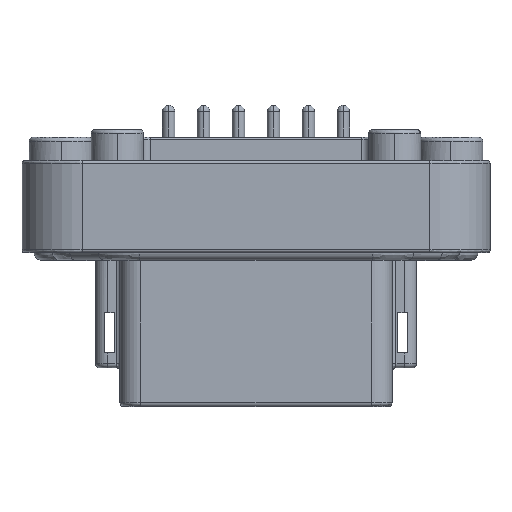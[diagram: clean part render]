
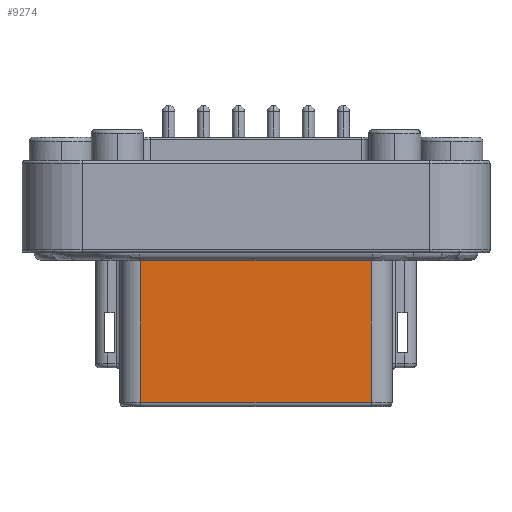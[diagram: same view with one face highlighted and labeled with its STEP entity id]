
A CAD part, top view. The second image highlights one B-rep face of the part: STEP entity #9274.
In plain terms, the highlighted planar face has unit normal (0, 0, 1).
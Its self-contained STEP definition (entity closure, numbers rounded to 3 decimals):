
#763 = VECTOR ( 'NONE', #14646, 1000. ) ;
#3881 = CARTESIAN_POINT ( 'NONE',  ( 14.605, 19.39, 11.1 ) ) ;
#3952 = DIRECTION ( 'NONE',  ( 0., -1., 0. ) ) ;
#4497 = CARTESIAN_POINT ( 'NONE',  ( -17.205, 0., 11.1 ) ) ;
#6674 = CARTESIAN_POINT ( 'NONE',  ( 14.605, 0.29, 11.1 ) ) ;
#7952 = CARTESIAN_POINT ( 'NONE',  ( 0., 19.39, 11.1 ) ) ;
#8127 = PLANE ( 'NONE',  #27931 ) ;
#8280 = LINE ( 'NONE', #26931, #22909 ) ;
#9274 = ADVANCED_FACE ( 'NONE', ( #22788 ), #8127, .T. ) ;
#12761 = VERTEX_POINT ( 'NONE', #3881 ) ;
#12840 = VERTEX_POINT ( 'NONE', #20271 ) ;
#12870 = CARTESIAN_POINT ( 'NONE',  ( -14.605, 0.29, 11.1 ) ) ;
#13721 = VECTOR ( 'NONE', #25736, 1000. ) ;
#14646 = DIRECTION ( 'NONE',  ( 1., 0., 0. ) ) ;
#16516 = DIRECTION ( 'NONE',  ( 1., 0., 0. ) ) ;
#16625 = EDGE_CURVE ( 'NONE', #12761, #18013, #19779, .T. ) ;
#16636 = ORIENTED_EDGE ( 'NONE', *, *, #17928, .T. ) ;
#16761 = CARTESIAN_POINT ( 'NONE',  ( 14.605, 25.783, 11.1 ) ) ;
#17928 = EDGE_CURVE ( 'NONE', #12840, #19905, #8280, .T. ) ;
#18013 = VERTEX_POINT ( 'NONE', #6674 ) ;
#18081 = DIRECTION ( 'NONE',  ( 1., 0., 0. ) ) ;
#18303 = ORIENTED_EDGE ( 'NONE', *, *, #26922, .T. ) ;
#18525 = CARTESIAN_POINT ( 'NONE',  ( -17.205, 0.29, 11.1 ) ) ;
#19779 = LINE ( 'NONE', #16761, #13721 ) ;
#19905 = VERTEX_POINT ( 'NONE', #12870 ) ;
#20271 = CARTESIAN_POINT ( 'NONE',  ( -14.605, 19.39, 11.1 ) ) ;
#21876 = LINE ( 'NONE', #7952, #763 ) ;
#22788 = FACE_OUTER_BOUND ( 'NONE', #23050, .T. ) ;
#22909 = VECTOR ( 'NONE', #3952, 1000. ) ;
#23050 = EDGE_LOOP ( 'NONE', ( #16636, #18303, #27738, #24050 ) ) ;
#24050 = ORIENTED_EDGE ( 'NONE', *, *, #28839, .F. ) ;
#24096 = VECTOR ( 'NONE', #16516, 1000. ) ;
#24764 = DIRECTION ( 'NONE',  ( 0., 0., 1. ) ) ;
#24820 = LINE ( 'NONE', #18525, #24096 ) ;
#25736 = DIRECTION ( 'NONE',  ( 0., -1., 0. ) ) ;
#26922 = EDGE_CURVE ( 'NONE', #19905, #18013, #24820, .T. ) ;
#26931 = CARTESIAN_POINT ( 'NONE',  ( -14.605, 0., 11.1 ) ) ;
#27738 = ORIENTED_EDGE ( 'NONE', *, *, #16625, .F. ) ;
#27931 = AXIS2_PLACEMENT_3D ( 'NONE', #4497, #24764, #18081 ) ;
#28839 = EDGE_CURVE ( 'NONE', #12840, #12761, #21876, .T. ) ;
